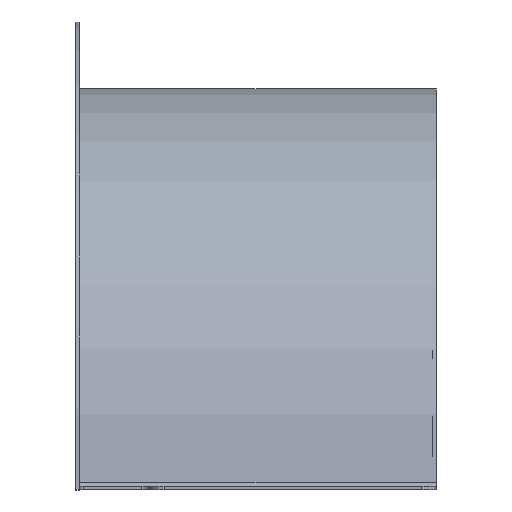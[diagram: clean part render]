
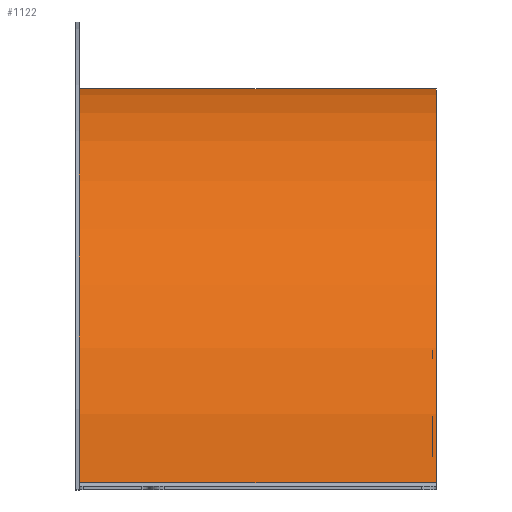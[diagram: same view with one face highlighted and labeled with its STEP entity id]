
A CAD part, front view. The second image highlights one B-rep face of the part: STEP entity #1122.
In plain terms, the highlighted cylindrical face has radius 272.5 mm (diameter 545 mm), a partial arc.
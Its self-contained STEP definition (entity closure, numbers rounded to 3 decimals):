
#98=FACE_OUTER_BOUND('',#175,.T.);
#175=EDGE_LOOP('',(#882,#883,#884,#885));
#271=LINE('',#1834,#362);
#272=LINE('',#1839,#363);
#362=VECTOR('',#1475,10.);
#363=VECTOR('',#1480,10.);
#435=CIRCLE('',#1234,272.5);
#436=CIRCLE('',#1235,272.5);
#527=VERTEX_POINT('',#1830);
#528=VERTEX_POINT('',#1832);
#529=VERTEX_POINT('',#1836);
#530=VERTEX_POINT('',#1838);
#655=EDGE_CURVE('',#528,#527,#271,.T.);
#656=EDGE_CURVE('',#528,#529,#435,.T.);
#657=EDGE_CURVE('',#530,#529,#272,.T.);
#658=EDGE_CURVE('',#527,#530,#436,.T.);
#882=ORIENTED_EDGE('',*,*,#655,.F.);
#883=ORIENTED_EDGE('',*,*,#656,.T.);
#884=ORIENTED_EDGE('',*,*,#657,.F.);
#885=ORIENTED_EDGE('',*,*,#658,.F.);
#1075=CYLINDRICAL_SURFACE('',#1233,272.5);
#1122=ADVANCED_FACE('',(#98),#1075,.T.);
#1233=AXIS2_PLACEMENT_3D('',#1835,#1476,#1477);
#1234=AXIS2_PLACEMENT_3D('',#1837,#1478,#1479);
#1235=AXIS2_PLACEMENT_3D('',#1840,#1481,#1482);
#1475=DIRECTION('',(1.,0.,0.));
#1476=DIRECTION('center_axis',(1.,0.,0.));
#1477=DIRECTION('ref_axis',(0.,1.,0.));
#1478=DIRECTION('center_axis',(1.,0.,0.));
#1479=DIRECTION('ref_axis',(0.,1.,0.));
#1480=DIRECTION('',(-1.,0.,0.));
#1481=DIRECTION('center_axis',(1.,0.,0.));
#1482=DIRECTION('ref_axis',(0.,1.,0.));
#1830=CARTESIAN_POINT('',(245.,272.455,4.955));
#1832=CARTESIAN_POINT('',(0.,272.455,4.955));
#1834=CARTESIAN_POINT('',(0.,272.455,4.955));
#1835=CARTESIAN_POINT('Origin',(0.,0.,0.));
#1836=CARTESIAN_POINT('',(0.,-272.455,4.955));
#1837=CARTESIAN_POINT('Origin',(0.,0.,0.));
#1838=CARTESIAN_POINT('',(245.,-272.455,4.955));
#1839=CARTESIAN_POINT('',(0.,-272.455,4.955));
#1840=CARTESIAN_POINT('Origin',(245.,0.,0.));
